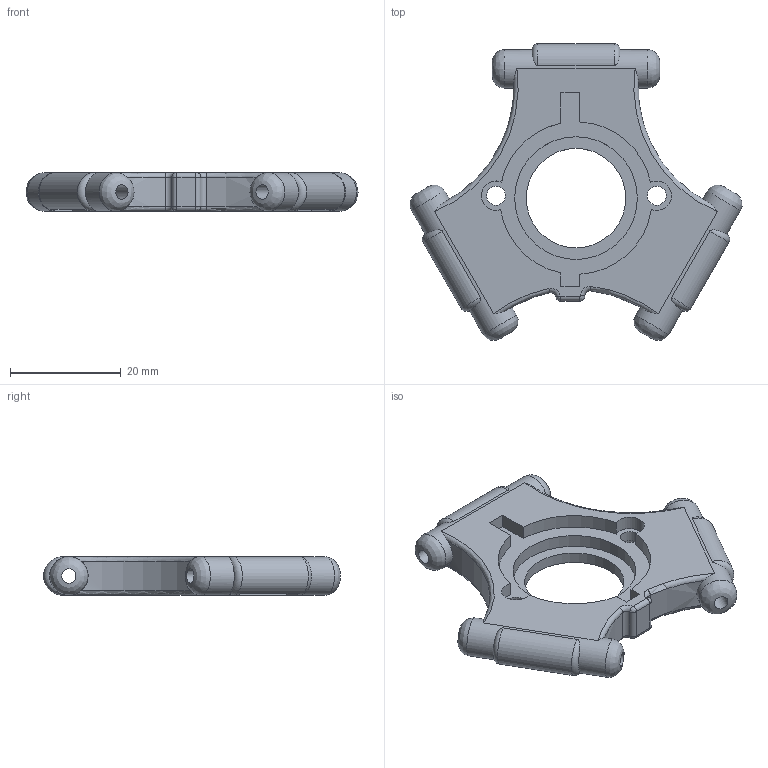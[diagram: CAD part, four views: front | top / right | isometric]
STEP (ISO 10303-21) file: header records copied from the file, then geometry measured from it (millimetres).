
FILE_DESCRIPTION(/* description */ (''),/* implementation_level */ '2;1');
FILE_NAME(/* name */ '201SuperHero.Extruder.PrintHeadCarrier.PartHeatShield v1 v1.step',/* time_stamp */ '2018-01-24T15:17:42+01:00',/* author */ ('trm79'),/* organization */ (''),/* preprocessor_version */ 'ST-DEVELOPER v16.13',/* originating_system */ 'Autodesk Translation Framework v6.5.0.72',/* authorisation */ '');
FILE_SCHEMA (('AUTOMOTIVE_DESIGN { 1 0 10303 214 3 1 1 }'));
Length unit declared in the file: millimetre
Products named in the file (1): 201SuperHero.Extruder.PrintHeadCarrier.PartHeatShield v1
Bounding box: 59.92 x 53.57 x 6.96 mm (x, y, z)
Volume: 7420.3 mm3; surface area: 6382.4 mm2
Topology: 1 solids, 1 shells, 157 faces, 447 edges, 296 vertices
Faces by surface type: cylinder 82, plane 47, torus 18, bspline 10
Full cylindrical faces by diameter (mm): 2.591 x6, 3.429 x2, 5.309 x2, 6.96 x3, 17.958 x1, 22.149 x1
Entity records: 5764 total; most frequent: CARTESIAN_POINT 1461, DIRECTION 949, ORIENTED_EDGE 894, EDGE_CURVE 447, AXIS2_PLACEMENT_3D 378, VERTEX_POINT 296, CIRCLE 230, LINE 193
